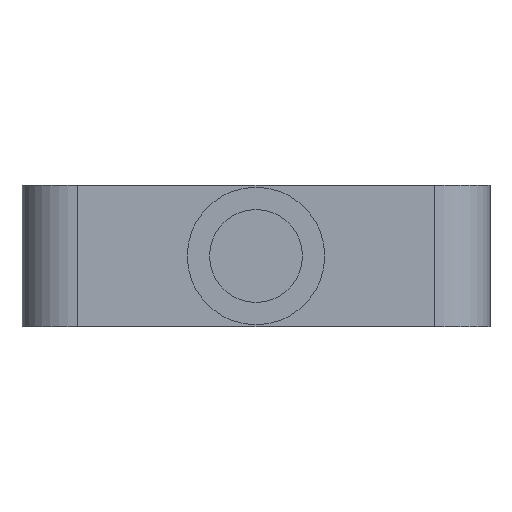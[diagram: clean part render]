
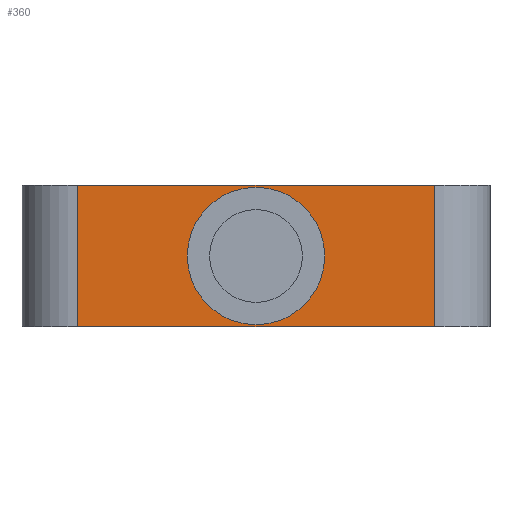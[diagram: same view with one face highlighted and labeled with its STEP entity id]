
A CAD part, left-side view. The second image highlights one B-rep face of the part: STEP entity #360.
In plain terms, the highlighted planar face has unit normal (-1, 0, 0).
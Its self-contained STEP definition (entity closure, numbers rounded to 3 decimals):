
#7 = LINE ( 'NONE', #1026, #121 ) ;
#22 = CIRCLE ( 'NONE', #268, 18.5 ) ;
#41 = LINE ( 'NONE', #1027, #95 ) ;
#43 = CIRCLE ( 'NONE', #248, 18.5 ) ;
#68 = VECTOR ( 'NONE', #414, 1000. ) ;
#73 = FACE_BOUND ( 'NONE', #751, .T. ) ;
#95 = VECTOR ( 'NONE', #1029, 1000. ) ;
#96 = LINE ( 'NONE', #459, #68 ) ;
#121 = VECTOR ( 'NONE', #1025, 1000. ) ;
#139 = FACE_OUTER_BOUND ( 'NONE', #839, .T. ) ;
#173 = EDGE_CURVE ( 'NONE', #456, #430, #704, .T. ) ;
#191 = EDGE_CURVE ( 'NONE', #425, #601, #96, .T. ) ;
#248 = AXIS2_PLACEMENT_3D ( 'NONE', #972, #987, #974 ) ;
#268 = AXIS2_PLACEMENT_3D ( 'NONE', #1043, #954, #973 ) ;
#269 = EDGE_CURVE ( 'NONE', #425, #430, #7, .T. ) ;
#273 = EDGE_CURVE ( 'NONE', #601, #456, #41, .T. ) ;
#293 = EDGE_CURVE ( 'NONE', #426, #572, #22, .T. ) ;
#308 = AXIS2_PLACEMENT_3D ( 'NONE', #934, #898, #920 ) ;
#317 = EDGE_CURVE ( 'NONE', #572, #426, #43, .T. ) ;
#360 = ADVANCED_FACE ( 'NONE', ( #139, #73 ), #979, .F. ) ;
#414 = DIRECTION ( 'NONE',  ( 0., 0., -1. ) ) ;
#425 = VERTEX_POINT ( 'NONE', #1104 ) ;
#426 = VERTEX_POINT ( 'NONE', #893 ) ;
#430 = VERTEX_POINT ( 'NONE', #899 ) ;
#456 = VERTEX_POINT ( 'NONE', #1123 ) ;
#459 = CARTESIAN_POINT ( 'NONE',  ( -63., 48., 38. ) ) ;
#563 = DIRECTION ( 'NONE',  ( 0., 0., 1. ) ) ;
#572 = VERTEX_POINT ( 'NONE', #1125 ) ;
#589 = CARTESIAN_POINT ( 'NONE',  ( -63., -48., 38. ) ) ;
#601 = VERTEX_POINT ( 'NONE', #1134 ) ;
#696 = ORIENTED_EDGE ( 'NONE', *, *, #173, .T. ) ;
#704 = LINE ( 'NONE', #589, #778 ) ;
#716 = ORIENTED_EDGE ( 'NONE', *, *, #191, .T. ) ;
#751 = EDGE_LOOP ( 'NONE', ( #826, #812 ) ) ;
#778 = VECTOR ( 'NONE', #563, 1000. ) ;
#779 = ORIENTED_EDGE ( 'NONE', *, *, #269, .F. ) ;
#812 = ORIENTED_EDGE ( 'NONE', *, *, #317, .F. ) ;
#819 = ORIENTED_EDGE ( 'NONE', *, *, #273, .T. ) ;
#826 = ORIENTED_EDGE ( 'NONE', *, *, #293, .F. ) ;
#839 = EDGE_LOOP ( 'NONE', ( #819, #696, #779, #716 ) ) ;
#893 = CARTESIAN_POINT ( 'NONE',  ( -63., 0., 0.5 ) ) ;
#898 = DIRECTION ( 'NONE',  ( 1., 0., 0. ) ) ;
#899 = CARTESIAN_POINT ( 'NONE',  ( -63., -48., 38. ) ) ;
#920 = DIRECTION ( 'NONE',  ( 0., 1., 0. ) ) ;
#934 = CARTESIAN_POINT ( 'NONE',  ( -63., 63., 38. ) ) ;
#954 = DIRECTION ( 'NONE',  ( -1., 0., 0. ) ) ;
#972 = CARTESIAN_POINT ( 'NONE',  ( -63., 0., 19. ) ) ;
#973 = DIRECTION ( 'NONE',  ( 0., 1., 0. ) ) ;
#974 = DIRECTION ( 'NONE',  ( 0., 1., 0. ) ) ;
#979 = PLANE ( 'NONE',  #308 ) ;
#987 = DIRECTION ( 'NONE',  ( -1., 0., 0. ) ) ;
#1025 = DIRECTION ( 'NONE',  ( 0., -1., 0. ) ) ;
#1026 = CARTESIAN_POINT ( 'NONE',  ( -63., 63., 38. ) ) ;
#1027 = CARTESIAN_POINT ( 'NONE',  ( -63., 63., 0. ) ) ;
#1029 = DIRECTION ( 'NONE',  ( 0., -1., 0. ) ) ;
#1043 = CARTESIAN_POINT ( 'NONE',  ( -63., 0., 19. ) ) ;
#1104 = CARTESIAN_POINT ( 'NONE',  ( -63., 48., 38. ) ) ;
#1123 = CARTESIAN_POINT ( 'NONE',  ( -63., -48., 0. ) ) ;
#1125 = CARTESIAN_POINT ( 'NONE',  ( -63., 0., 37.5 ) ) ;
#1134 = CARTESIAN_POINT ( 'NONE',  ( -63., 48., 0. ) ) ;
